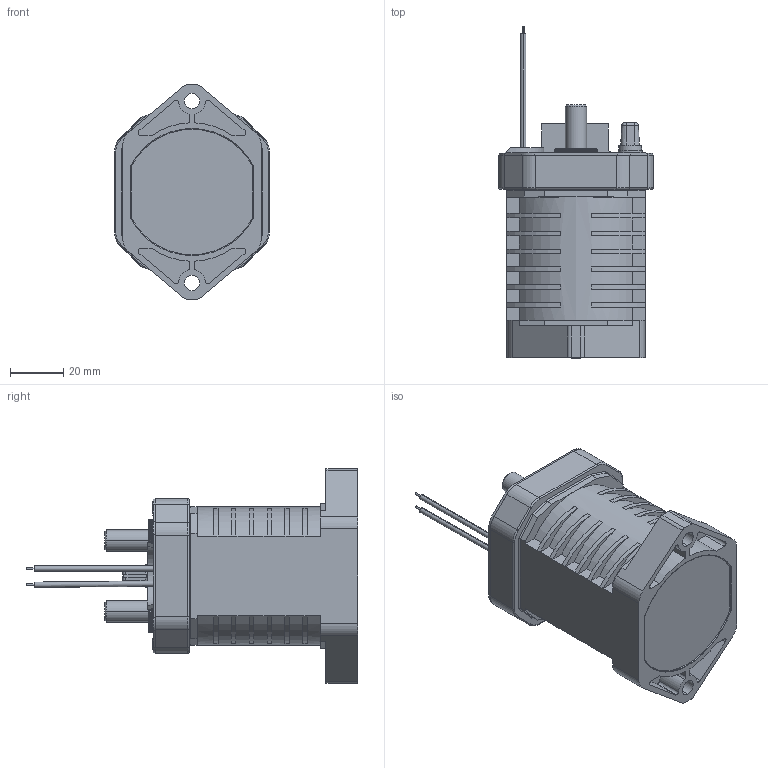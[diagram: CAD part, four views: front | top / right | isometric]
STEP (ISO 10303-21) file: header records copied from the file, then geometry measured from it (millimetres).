
FILE_DESCRIPTION((''),'2;1');
FILE_NAME('EVQL400_ASM','2022-12-07T13:28:38',('dell'),(''),'CREO PARAMETRIC BY PTC INC, 2022073','CREO PARAMETRIC BY PTC INC, 2022073','');
FILE_SCHEMA(('CONFIG_CONTROL_DESIGN'));
Length unit declared in the file: millimetre
Products named in the file (18): SL-0016_____1_1; __1-95443_1_1; __4_1_1; __3_1_1; __6_1_1; __7_1_1; __5_1_1; __9_1_1; __1-61681_1_1; __8_1_1; __1-83614_1_1; __2-90122_1_1; SL-0052A____ASM_1_ASM_1_ASM; __2-65183_1_1; JS-0035____1_1; EVQ200___1_1; JCQ200_ASM_1_ASM_1_ASM; EVQL400_ASM
Assembly tree (18 placements, depth 4):
  EVQL400_ASM
    JCQ200_ASM_1_ASM_1_ASM
      SL-0016_____1_1
      __1-95443_1_1
      SL-0052A____ASM_1_ASM_1_ASM
        __4_1_1
        __3_1_1
        __6_1_1
        __7_1_1
        __5_1_1
        __9_1_1
        __1-61681_1_1
        __8_1_1
        __1-83614_1_1
        __2-90122_1_1
      __2-65183_1_1
      JS-0035____1_1  x2
      EVQ200___1_1
Bounding box: 58.2 x 124.67 x 80.5 mm (x, y, z)
Volume: 174865.4 mm3; surface area: 42569.7 mm2
Topology: 16 solids, 20 shells, 1342 faces, 3679 edges, 2402 vertices
Faces by surface type: plane 663, cylinder 351, cone 264, torus 35, extrusion 21, bspline 8
Entity records: 33544 total; most frequent: CARTESIAN_POINT 7544, ORIENTED_EDGE 5478, DIRECTION 5289, EDGE_CURVE 2741, AXIS2_PLACEMENT_3D 1839, VERTEX_POINT 1779, VECTOR 1611, LINE 1590
